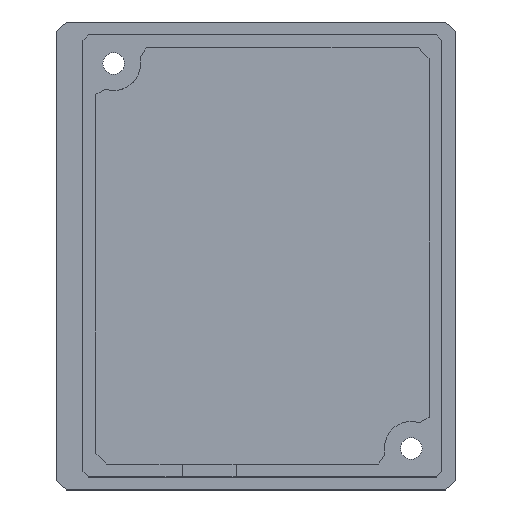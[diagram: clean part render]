
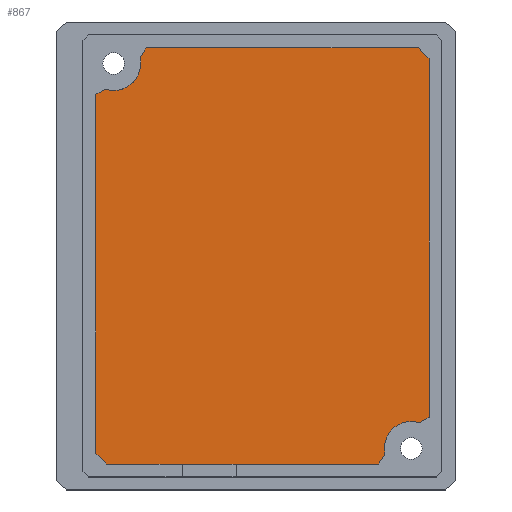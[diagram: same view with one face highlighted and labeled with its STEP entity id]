
A CAD part, top view. The second image highlights one B-rep face of the part: STEP entity #867.
In plain terms, the highlighted planar face has unit normal (0, 0, 1).
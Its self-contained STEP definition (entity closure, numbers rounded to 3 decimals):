
#249 = VERTEX_POINT('',#250);
#250 = CARTESIAN_POINT('',(15.45,-14.972,2.5));
#256 = EDGE_CURVE('',#249,#257,#259,.T.);
#257 = VERTEX_POINT('',#258);
#258 = CARTESIAN_POINT('',(15.45,18.3,2.5));
#259 = LINE('',#260,#261);
#260 = CARTESIAN_POINT('',(15.45,-15.972,2.5));
#261 = VECTOR('',#262,1.);
#262 = DIRECTION('',(0.,1.,0.));
#280 = EDGE_CURVE('',#257,#281,#283,.T.);
#281 = VERTEX_POINT('',#282);
#282 = CARTESIAN_POINT('',(14.45,19.3,2.5));
#283 = LINE('',#284,#285);
#284 = CARTESIAN_POINT('',(15.913,17.837,2.5));
#285 = VECTOR('',#286,1.);
#286 = DIRECTION('',(-0.707,0.707,0.)
  );
#304 = VERTEX_POINT('',#305);
#305 = CARTESIAN_POINT('',(-10.763,19.3,2.5));
#313 = EDGE_CURVE('',#304,#281,#314,.T.);
#314 = LINE('',#315,#316);
#315 = CARTESIAN_POINT('',(-11.763,19.3,2.5));
#316 = VECTOR('',#317,1.);
#317 = DIRECTION('',(1.,0.,0.));
#330 = VERTEX_POINT('',#331);
#331 = CARTESIAN_POINT('',(-11.358,18.386,2.5));
#339 = EDGE_CURVE('',#304,#330,#340,.T.);
#340 = B_SPLINE_CURVE_WITH_KNOTS('',4,(#341,#342,#343,#344,#345),
  .UNSPECIFIED.,.F.,.F.,(5,5),(0.,1.),.PIECEWISE_BEZIER_KNOTS.);
#341 = CARTESIAN_POINT('',(-10.763,19.3,2.5));
#342 = CARTESIAN_POINT('',(-10.912,19.071,2.5));
#343 = CARTESIAN_POINT('',(-11.061,18.843,2.5));
#344 = CARTESIAN_POINT('',(-11.209,18.614,2.5));
#345 = CARTESIAN_POINT('',(-11.358,18.386,2.5));
#364 = VERTEX_POINT('',#365);
#365 = CARTESIAN_POINT('',(-14.582,15.475,2.5));
#371 = EDGE_CURVE('',#364,#330,#372,.T.);
#372 = CIRCLE('',#373,2.5);
#373 = AXIS2_PLACEMENT_3D('',#374,#375,#376);
#374 = CARTESIAN_POINT('',(-13.8,17.85,2.5));
#375 = DIRECTION('',(0.,0.,1.));
#376 = DIRECTION('',(1.,0.,0.));
#389 = EDGE_CURVE('',#364,#390,#392,.T.);
#390 = VERTEX_POINT('',#391);
#391 = CARTESIAN_POINT('',(-15.45,14.972,2.5));
#392 = LINE('',#393,#394);
#393 = CARTESIAN_POINT('',(-12.919,16.44,2.5));
#394 = VECTOR('',#395,1.);
#395 = DIRECTION('',(-0.865,-0.502,0.)
  );
#413 = VERTEX_POINT('',#414);
#414 = CARTESIAN_POINT('',(-15.45,-18.3,2.5));
#420 = EDGE_CURVE('',#413,#390,#421,.T.);
#421 = LINE('',#422,#423);
#422 = CARTESIAN_POINT('',(-15.45,-19.3,2.5));
#423 = VECTOR('',#424,1.);
#424 = DIRECTION('',(0.,1.,0.));
#437 = VERTEX_POINT('',#438);
#438 = CARTESIAN_POINT('',(-14.45,-19.3,2.5));
#444 = EDGE_CURVE('',#437,#413,#445,.T.);
#445 = LINE('',#446,#447);
#446 = CARTESIAN_POINT('',(-15.912,-17.837,2.5));
#447 = VECTOR('',#448,1.);
#448 = DIRECTION('',(-0.707,0.707,0.)
  );
#461 = VERTEX_POINT('',#462);
#462 = CARTESIAN_POINT('',(10.763,-19.3,2.5));
#468 = EDGE_CURVE('',#461,#437,#469,.T.);
#469 = LINE('',#470,#471);
#470 = CARTESIAN_POINT('',(11.763,-19.3,2.5));
#471 = VECTOR('',#472,1.);
#472 = DIRECTION('',(-1.,0.,0.));
#757 = VERTEX_POINT('',#758);
#758 = CARTESIAN_POINT('',(11.358,-18.386,2.5));
#764 = EDGE_CURVE('',#757,#461,#765,.T.);
#765 = LINE('',#766,#767);
#766 = CARTESIAN_POINT('',(13.574,-14.979,2.5));
#767 = VECTOR('',#768,1.);
#768 = DIRECTION('',(-0.545,-0.838,0.)
  );
#781 = VERTEX_POINT('',#782);
#782 = CARTESIAN_POINT('',(14.582,-15.475,2.5));
#788 = EDGE_CURVE('',#781,#757,#789,.T.);
#789 = CIRCLE('',#790,2.5);
#790 = AXIS2_PLACEMENT_3D('',#791,#792,#793);
#791 = CARTESIAN_POINT('',(13.8,-17.85,2.5));
#792 = DIRECTION('',(0.,0.,1.));
#793 = DIRECTION('',(1.,0.,0.));
#806 = EDGE_CURVE('',#249,#781,#807,.T.);
#807 = LINE('',#808,#809);
#808 = CARTESIAN_POINT('',(12.919,-16.44,2.5));
#809 = VECTOR('',#810,1.);
#810 = DIRECTION('',(-0.865,-0.502,0.)
  );
#867 = ADVANCED_FACE('',(#868),#882,.T.);
#868 = FACE_BOUND('',#869,.T.);
#869 = EDGE_LOOP('',(#870,#871,#872,#873,#874,#875,#876,#877,#878,#879,
    #880,#881));
#870 = ORIENTED_EDGE('',*,*,#788,.F.);
#871 = ORIENTED_EDGE('',*,*,#806,.F.);
#872 = ORIENTED_EDGE('',*,*,#256,.T.);
#873 = ORIENTED_EDGE('',*,*,#280,.T.);
#874 = ORIENTED_EDGE('',*,*,#313,.F.);
#875 = ORIENTED_EDGE('',*,*,#339,.T.);
#876 = ORIENTED_EDGE('',*,*,#371,.F.);
#877 = ORIENTED_EDGE('',*,*,#389,.T.);
#878 = ORIENTED_EDGE('',*,*,#420,.F.);
#879 = ORIENTED_EDGE('',*,*,#444,.F.);
#880 = ORIENTED_EDGE('',*,*,#468,.F.);
#881 = ORIENTED_EDGE('',*,*,#764,.F.);
#882 = PLANE('',#883);
#883 = AXIS2_PLACEMENT_3D('',#884,#885,#886);
#884 = CARTESIAN_POINT('',(0.,0.,2.5));
#885 = DIRECTION('',(0.,0.,1.));
#886 = DIRECTION('',(1.,0.,0.));
